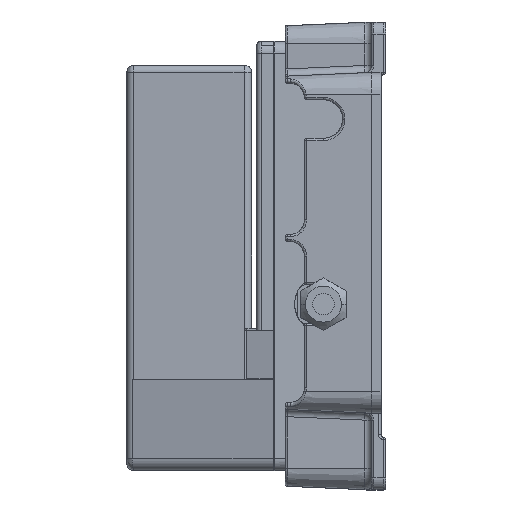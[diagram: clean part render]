
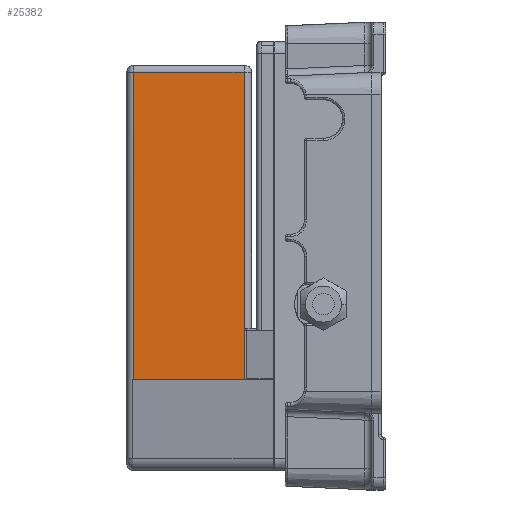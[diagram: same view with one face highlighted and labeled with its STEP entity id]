
A CAD part, left-side view. The second image highlights one B-rep face of the part: STEP entity #25382.
In plain terms, the highlighted planar face has unit normal (-0.998, 0.061, 0).
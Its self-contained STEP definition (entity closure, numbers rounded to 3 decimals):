
#909 = PLANE ( 'NONE',  #33154 ) ;
#1078 = EDGE_CURVE ( 'NONE', #24738, #19566, #13909, .T. ) ;
#1128 = DIRECTION ( 'NONE',  ( -0.061, -0.998, 0. ) ) ;
#2629 = LINE ( 'NONE', #25138, #22874 ) ;
#3364 = VECTOR ( 'NONE', #17783, 1000. ) ;
#4437 = CARTESIAN_POINT ( 'NONE',  ( -200.661, 103.084, 79.5 ) ) ;
#4590 = CARTESIAN_POINT ( 'NONE',  ( -200.661, 103.084, -51.5 ) ) ;
#7365 = ORIENTED_EDGE ( 'NONE', *, *, #9675, .T. ) ;
#8374 = DIRECTION ( 'NONE',  ( 0., 0., 1. ) ) ;
#9404 = VERTEX_POINT ( 'NONE', #10517 ) ;
#9675 = EDGE_CURVE ( 'NONE', #9404, #24738, #2629, .T. ) ;
#10416 = LINE ( 'NONE', #22962, #3364 ) ;
#10480 = VECTOR ( 'NONE', #8374, 1000. ) ;
#10517 = CARTESIAN_POINT ( 'NONE',  ( -203.495, 57.084, 76.5 ) ) ;
#11616 = EDGE_CURVE ( 'NONE', #19566, #13009, #10416, .T. ) ;
#13009 = VERTEX_POINT ( 'NONE', #18954 ) ;
#13076 = DIRECTION ( 'NONE',  ( 0., 0., -1. ) ) ;
#13674 = ORIENTED_EDGE ( 'NONE', *, *, #11616, .T. ) ;
#13909 = LINE ( 'NONE', #4437, #27928 ) ;
#14016 = CARTESIAN_POINT ( 'NONE',  ( -200.661, 103.084, 76.5 ) ) ;
#16316 = ORIENTED_EDGE ( 'NONE', *, *, #16532, .T. ) ;
#16532 = EDGE_CURVE ( 'NONE', #13009, #9404, #17488, .T. ) ;
#16950 = DIRECTION ( 'NONE',  ( 0.998, -0.061, 0. ) ) ;
#17488 = LINE ( 'NONE', #29374, #10480 ) ;
#17783 = DIRECTION ( 'NONE',  ( -0.061, -0.998, 0. ) ) ;
#18954 = CARTESIAN_POINT ( 'NONE',  ( -203.495, 57.084, -51.5 ) ) ;
#19566 = VERTEX_POINT ( 'NONE', #4590 ) ;
#21277 = ORIENTED_EDGE ( 'NONE', *, *, #1078, .T. ) ;
#22593 = DIRECTION ( 'NONE',  ( 0.061, 0.998, 0. ) ) ;
#22874 = VECTOR ( 'NONE', #22593, 1000. ) ;
#22962 = CARTESIAN_POINT ( 'NONE',  ( -200.661, 103.084, -51.5 ) ) ;
#24738 = VERTEX_POINT ( 'NONE', #14016 ) ;
#25138 = CARTESIAN_POINT ( 'NONE',  ( -200.661, 103.084, 76.5 ) ) ;
#25382 = ADVANCED_FACE ( 'NONE', ( #29936 ), #909, .F. ) ;
#27928 = VECTOR ( 'NONE', #13076, 1000. ) ;
#29374 = CARTESIAN_POINT ( 'NONE',  ( -203.495, 57.084, 79.5 ) ) ;
#29936 = FACE_OUTER_BOUND ( 'NONE', #32771, .T. ) ;
#32771 = EDGE_LOOP ( 'NONE', ( #16316, #7365, #21277, #13674 ) ) ;
#32780 = CARTESIAN_POINT ( 'NONE',  ( -200.661, 103.084, 79.5 ) ) ;
#33154 = AXIS2_PLACEMENT_3D ( 'NONE', #32780, #16950, #1128 ) ;
